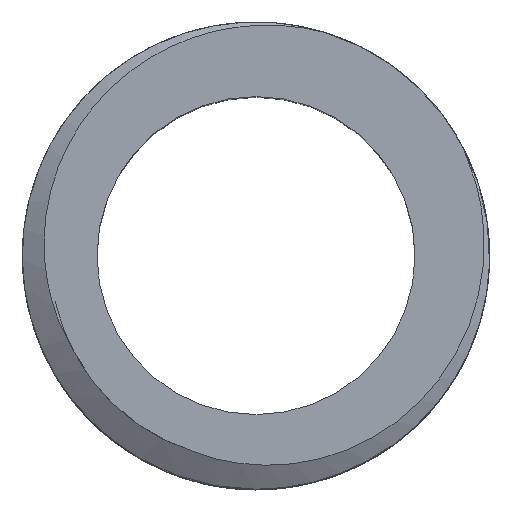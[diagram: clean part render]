
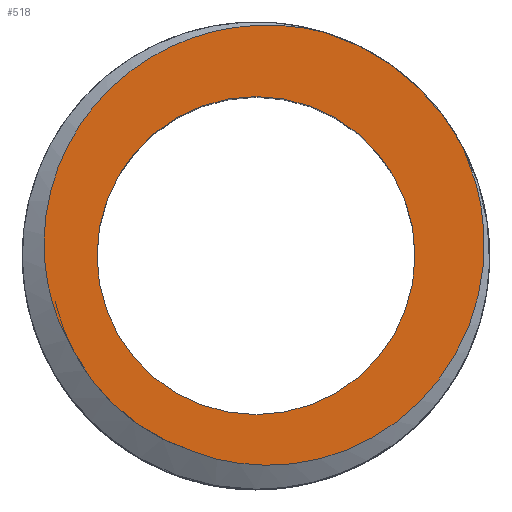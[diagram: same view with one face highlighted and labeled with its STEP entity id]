
A CAD part, top view. The second image highlights one B-rep face of the part: STEP entity #518.
In plain terms, the highlighted planar face has unit normal (0, 0, 1).
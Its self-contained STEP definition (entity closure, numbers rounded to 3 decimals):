
#22=FACE_BOUND('',#102,.T.);
#24=PLANE('',#566);
#72=FACE_OUTER_BOUND('',#101,.T.);
#101=EDGE_LOOP('',(#435,#436,#437,#438));
#102=EDGE_LOOP('',(#439));
#105=CIRCLE('',#537,5.144);
#106=CIRCLE('',#549,4.532);
#110=CIRCLE('',#565,3.5);
#136=B_SPLINE_CURVE_WITH_KNOTS('',3,(#2578,#2579,#2580,#2581,#2582,#2583,
#2584,#2585,#2586,#2587,#2588,#2589,#2590,#2591,#2592,#2593),
 .UNSPECIFIED.,.F.,.F.,(4,2,2,2,2,2,2,4),(-1.443,-1.116,
-0.882,-0.654,-0.453,-0.361,
-0.181,0.),.UNSPECIFIED.);
#137=B_SPLINE_CURVE_WITH_KNOTS('',3,(#2628,#2629,#2630,#2631,#2632,#2633,
#2634,#2635,#2636,#2637,#2638,#2639,#2640,#2641,#2642,#2643),
 .UNSPECIFIED.,.F.,.F.,(4,2,2,2,2,2,2,4),(-0.937,-0.876,
-0.795,-0.652,-0.483,-0.388,
-0.202,0.),.UNSPECIFIED.);
#185=VERTEX_POINT('',#667);
#186=VERTEX_POINT('',#688);
#209=VERTEX_POINT('',#1472);
#210=VERTEX_POINT('',#1490);
#234=VERTEX_POINT('',#2624);
#237=EDGE_CURVE('',#185,#186,#105,.T.);
#271=EDGE_CURVE('',#209,#210,#106,.T.);
#306=EDGE_CURVE('',#186,#209,#136,.T.);
#309=EDGE_CURVE('',#234,#234,#110,.T.);
#311=EDGE_CURVE('',#210,#185,#137,.T.);
#435=ORIENTED_EDGE('',*,*,#271,.F.);
#436=ORIENTED_EDGE('',*,*,#306,.F.);
#437=ORIENTED_EDGE('',*,*,#237,.F.);
#438=ORIENTED_EDGE('',*,*,#311,.F.);
#439=ORIENTED_EDGE('',*,*,#309,.T.);
#518=ADVANCED_FACE('',(#72,#22),#24,.T.);
#537=AXIS2_PLACEMENT_3D('',#689,#576,#577);
#549=AXIS2_PLACEMENT_3D('',#1491,#611,#612);
#565=AXIS2_PLACEMENT_3D('',#2625,#652,#653);
#566=AXIS2_PLACEMENT_3D('',#2627,#655,#656);
#576=DIRECTION('center_axis',(0.,0.,
-1.));
#577=DIRECTION('ref_axis',(0.,1.,0.));
#611=DIRECTION('center_axis',(0.,0.,
-1.));
#612=DIRECTION('ref_axis',(0.,1.,0.));
#652=DIRECTION('center_axis',(0.,0.,
-1.));
#653=DIRECTION('ref_axis',(1.,0.,0.));
#655=DIRECTION('center_axis',(0.,0.,
1.));
#656=DIRECTION('ref_axis',(1.,0.,0.));
#667=CARTESIAN_POINT('',(2.294,-0.029,8.657));
#688=CARTESIAN_POINT('',(5.326,-2.54,8.657));
#689=CARTESIAN_POINT('Origin',(0.779,-4.944,8.657));
#1472=CARTESIAN_POINT('',(-0.556,-9.276,8.657));
#1490=CARTESIAN_POINT('',(-3.227,-7.063,8.657));
#1491=CARTESIAN_POINT('Origin',(0.779,-4.944,8.657));
#2578=CARTESIAN_POINT('Ctrl Pts',(5.326,-2.54,8.657));
#2579=CARTESIAN_POINT('Ctrl Pts',(5.542,-3.004,8.657));
#2580=CARTESIAN_POINT('Ctrl Pts',(5.687,-3.498,8.657));
#2581=CARTESIAN_POINT('Ctrl Pts',(5.805,-4.37,8.657));
#2582=CARTESIAN_POINT('Ctrl Pts',(5.842,-4.922,8.657));
#2583=CARTESIAN_POINT('Ctrl Pts',(5.609,-6.214,8.657));
#2584=CARTESIAN_POINT('Ctrl Pts',(5.369,-6.821,8.657));
#2585=CARTESIAN_POINT('Ctrl Pts',(4.71,-7.843,8.657));
#2586=CARTESIAN_POINT('Ctrl Pts',(4.287,-8.316,8.657));
#2587=CARTESIAN_POINT('Ctrl Pts',(3.491,-8.877,8.657));
#2588=CARTESIAN_POINT('Ctrl Pts',(3.225,-9.028,8.657));
#2589=CARTESIAN_POINT('Ctrl Pts',(2.399,-9.396,8.657));
#2590=CARTESIAN_POINT('Ctrl Pts',(1.811,-9.534,8.657));
#2591=CARTESIAN_POINT('Ctrl Pts',(0.609,-9.58,8.657));
#2592=CARTESIAN_POINT('Ctrl Pts',(0.011,-9.487,8.657));
#2593=CARTESIAN_POINT('Ctrl Pts',(-0.556,-9.276,
8.657));
#2624=CARTESIAN_POINT('',(-2.721,-4.944,8.657));
#2625=CARTESIAN_POINT('Origin',(0.779,-4.944,8.657));
#2627=CARTESIAN_POINT('Origin',(0.779,-4.944,8.657));
#2628=CARTESIAN_POINT('Ctrl Pts',(-3.227,-7.063,8.657));
#2629=CARTESIAN_POINT('Ctrl Pts',(-3.464,-6.672,8.657));
#2630=CARTESIAN_POINT('Ctrl Pts',(-3.641,-6.247,8.657));
#2631=CARTESIAN_POINT('Ctrl Pts',(-3.899,-5.21,8.657));
#2632=CARTESIAN_POINT('Ctrl Pts',(-3.899,-4.704,8.657));
#2633=CARTESIAN_POINT('Ctrl Pts',(-3.831,-3.745,8.657));
#2634=CARTESIAN_POINT('Ctrl Pts',(-3.67,-3.147,8.657));
#2635=CARTESIAN_POINT('Ctrl Pts',(-3.081,-1.951,8.657));
#2636=CARTESIAN_POINT('Ctrl Pts',(-2.656,-1.455,8.657));
#2637=CARTESIAN_POINT('Ctrl Pts',(-1.99,-0.877,
8.657));
#2638=CARTESIAN_POINT('Ctrl Pts',(-1.729,-0.691,
8.657));
#2639=CARTESIAN_POINT('Ctrl Pts',(-0.916,-0.223,
8.657));
#2640=CARTESIAN_POINT('Ctrl Pts',(-0.326,-0.018,
8.657));
#2641=CARTESIAN_POINT('Ctrl Pts',(0.955,0.173,8.657));
#2642=CARTESIAN_POINT('Ctrl Pts',(1.641,0.136,8.657));
#2643=CARTESIAN_POINT('Ctrl Pts',(2.294,-0.029,
8.657));
